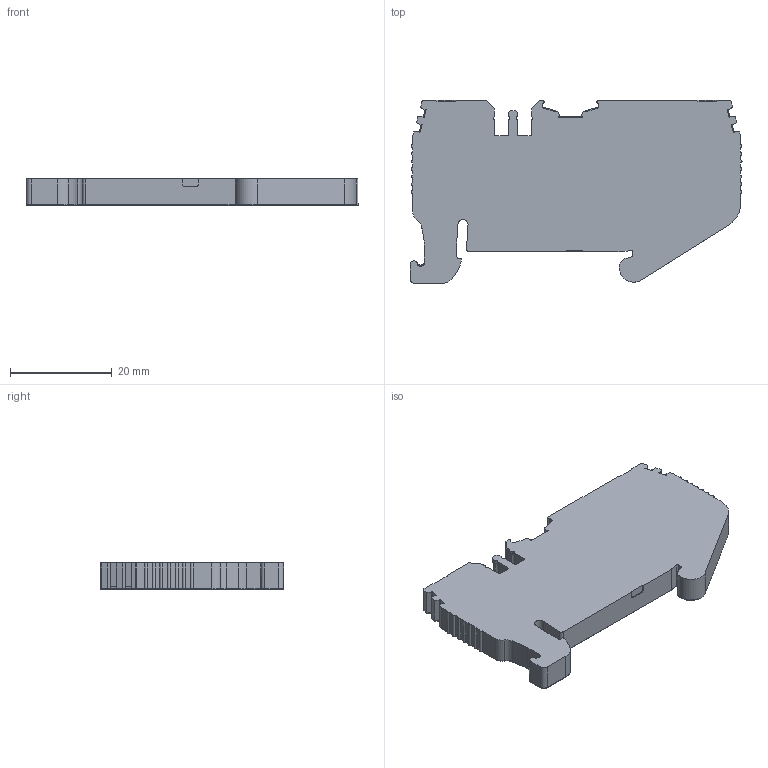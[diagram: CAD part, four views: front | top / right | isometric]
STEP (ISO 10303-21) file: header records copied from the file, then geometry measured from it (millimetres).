
FILE_DESCRIPTION (( 'STEP AP203' ), '1' );
FILE_NAME ('KN-P25E-25.step', '2025-04-29T14:12:51', ( '' ), ( '' ), 'SwSTEP 2.0', 'SolidWorks 2024', '' );
FILE_SCHEMA (( 'CONFIG_CONTROL_DESIGN' ));
Length unit declared in the file: inch
Products named in the file (1): KN-P25E-25
Bounding box: 65.42 x 36.07 x 5.15 mm (x, y, z)
Volume: 9582 mm3; surface area: 5143.4 mm2
Topology: 1 solids, 1 shells, 607 faces, 1741 edges, 1139 vertices
Faces by surface type: plane 340, cylinder 230, bspline 31, cone 6
Entity records: 20376 total; most frequent: CARTESIAN_POINT 4338, ORIENTED_EDGE 3466, DIRECTION 3263, EDGE_CURVE 1733, VECTOR 1191, LINE 1191, VERTEX_POINT 1139, AXIS2_PLACEMENT_3D 1036
